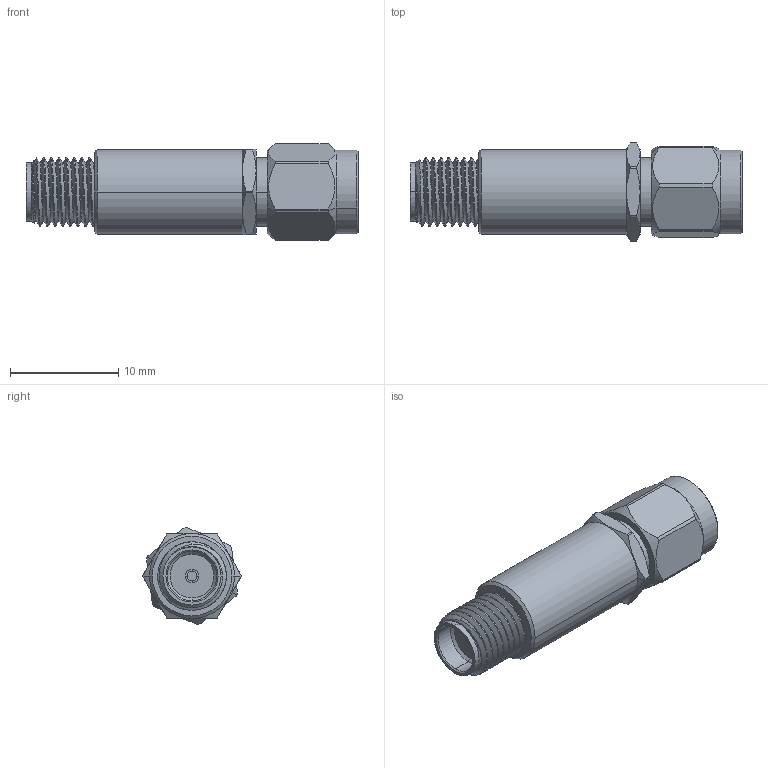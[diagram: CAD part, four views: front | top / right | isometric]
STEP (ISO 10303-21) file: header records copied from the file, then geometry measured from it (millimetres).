
FILE_DESCRIPTION (( 'STEP AP214' ), '1' );
FILE_NAME ('SMD0126_3D.step', '2025-08-18T23:44:03', ( '' ), ( '' ), 'SwSTEP 2.0', 'SolidWorks 2022', '' );
FILE_SCHEMA (( 'AUTOMOTIVE_DESIGN' ));
Length unit declared in the file: inch
Products named in the file (1): SMD0126_3D
Bounding box: 30.73 x 9.08 x 8.95 mm (x, y, z)
Volume: 1233.9 mm3; surface area: 1158.5 mm2
Topology: 1 solids, 1 shells, 125 faces, 309 edges, 196 vertices
Faces by surface type: cylinder 64, cone 29, plane 24, bspline 8
Entity records: 6735 total; most frequent: CARTESIAN_POINT 3959, ORIENTED_EDGE 618, DIRECTION 529, EDGE_CURVE 309, AXIS2_PLACEMENT_3D 216, VERTEX_POINT 196, EDGE_LOOP 135, ADVANCED_FACE 125
